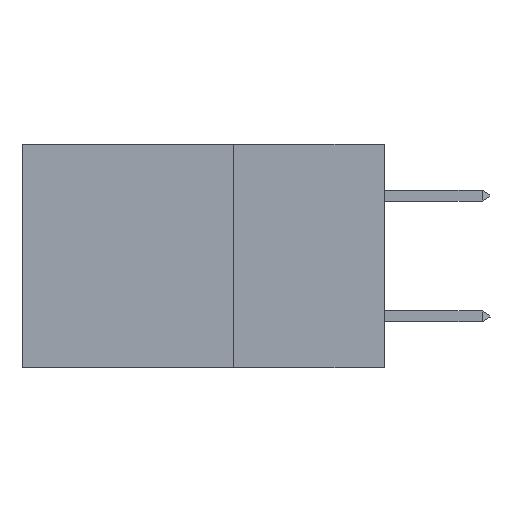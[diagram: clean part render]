
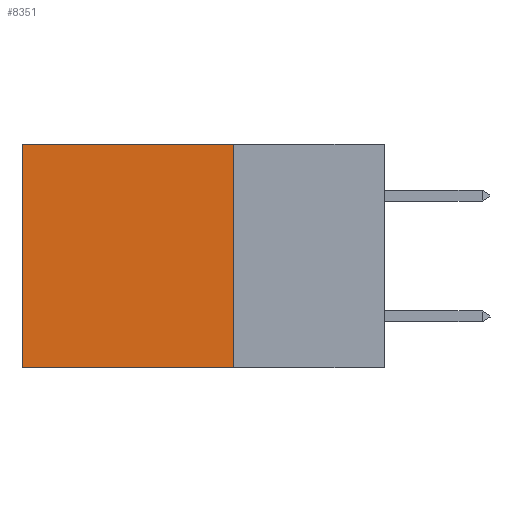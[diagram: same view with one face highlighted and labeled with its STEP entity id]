
A CAD part, left-side view. The second image highlights one B-rep face of the part: STEP entity #8351.
In plain terms, the highlighted planar face has unit normal (-1, 0, 0).
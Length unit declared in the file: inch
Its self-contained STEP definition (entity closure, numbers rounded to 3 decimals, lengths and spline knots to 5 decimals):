
#3940 = DIRECTION ( 'NONE',  ( 0., 1., 0. ) ) ;
#4204 = VERTEX_POINT ( 'NONE', #24304 ) ;
#5046 = EDGE_CURVE ( 'NONE', #4204, #23272, #32107, .T. ) ;
#6592 = LINE ( 'NONE', #10418, #37729 ) ;
#8349 = LINE ( 'NONE', #31331, #38579 ) ;
#8351 = ADVANCED_FACE ( 'NONE', ( #14406 ), #32007, .F. ) ;
#10418 = CARTESIAN_POINT ( 'NONE',  ( 0.2875, 0.25, 0. ) ) ;
#10621 = LINE ( 'NONE', #26889, #11128 ) ;
#11128 = VECTOR ( 'NONE', #11212, 39.37008 ) ;
#11212 = DIRECTION ( 'NONE',  ( 0., 0., -1. ) ) ;
#11845 = EDGE_CURVE ( 'NONE', #15121, #23272, #8349, .T. ) ;
#13021 = CARTESIAN_POINT ( 'NONE',  ( 0.2875, 0.25, 0. ) ) ;
#13164 = DIRECTION ( 'NONE',  ( 0., 0., -1. ) ) ;
#14406 = FACE_OUTER_BOUND ( 'NONE', #35385, .T. ) ;
#15041 = VECTOR ( 'NONE', #30230, 39.37008 ) ;
#15121 = VERTEX_POINT ( 'NONE', #21421 ) ;
#21421 = CARTESIAN_POINT ( 'NONE',  ( 0.2875, 0.6, 0. ) ) ;
#23272 = VERTEX_POINT ( 'NONE', #33153 ) ;
#23903 = AXIS2_PLACEMENT_3D ( 'NONE', #13021, #34865, #35129 ) ;
#24009 = EDGE_CURVE ( 'NONE', #39070, #15121, #6592, .T. ) ;
#24304 = CARTESIAN_POINT ( 'NONE',  ( 0.2875, 0.25, -0.37 ) ) ;
#25184 = ORIENTED_EDGE ( 'NONE', *, *, #36771, .F. ) ;
#26889 = CARTESIAN_POINT ( 'NONE',  ( 0.2875, 0.25, 0. ) ) ;
#29873 = ORIENTED_EDGE ( 'NONE', *, *, #11845, .T. ) ;
#30230 = DIRECTION ( 'NONE',  ( 0., 1., 0. ) ) ;
#31331 = CARTESIAN_POINT ( 'NONE',  ( 0.2875, 0.6, 0. ) ) ;
#31608 = ORIENTED_EDGE ( 'NONE', *, *, #5046, .F. ) ;
#32007 = PLANE ( 'NONE',  #23903 ) ;
#32107 = LINE ( 'NONE', #33243, #15041 ) ;
#33153 = CARTESIAN_POINT ( 'NONE',  ( 0.2875, 0.6, -0.37 ) ) ;
#33243 = CARTESIAN_POINT ( 'NONE',  ( 0.2875, 0.25, -0.37 ) ) ;
#34543 = ORIENTED_EDGE ( 'NONE', *, *, #24009, .T. ) ;
#34865 = DIRECTION ( 'NONE',  ( 1., 0., 0. ) ) ;
#35129 = DIRECTION ( 'NONE',  ( 0., 0., -1. ) ) ;
#35385 = EDGE_LOOP ( 'NONE', ( #29873, #31608, #25184, #34543 ) ) ;
#36771 = EDGE_CURVE ( 'NONE', #39070, #4204, #10621, .T. ) ;
#37729 = VECTOR ( 'NONE', #3940, 39.37008 ) ;
#38579 = VECTOR ( 'NONE', #13164, 39.37008 ) ;
#39070 = VERTEX_POINT ( 'NONE', #40023 ) ;
#40023 = CARTESIAN_POINT ( 'NONE',  ( 0.2875, 0.25, 0. ) ) ;
